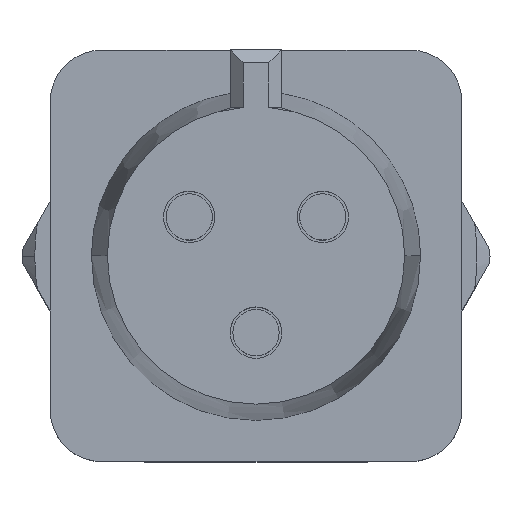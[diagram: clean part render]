
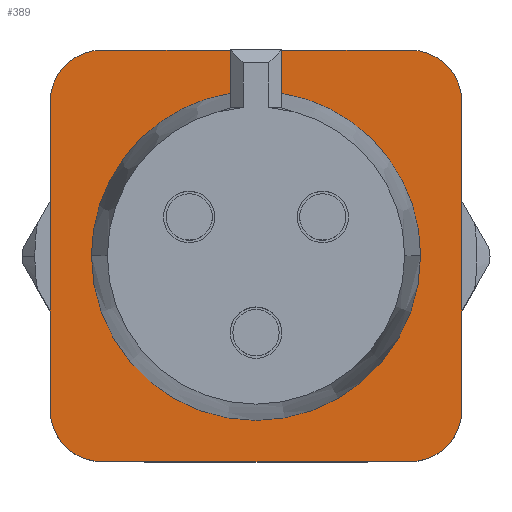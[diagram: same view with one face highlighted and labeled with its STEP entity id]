
A CAD part, top view. The second image highlights one B-rep face of the part: STEP entity #389.
In plain terms, the highlighted planar face has unit normal (0, 0, 1).
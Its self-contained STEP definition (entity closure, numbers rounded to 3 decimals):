
#20 = EDGE_CURVE ( 'NONE', #826, #2450, #2403, .T. ) ;
#28 = DIRECTION ( 'NONE',  ( -1., 0., 0. ) ) ;
#52 = CARTESIAN_POINT ( 'NONE',  ( -3., -3., 1.3 ) ) ;
#114 = ORIENTED_EDGE ( 'NONE', *, *, #1488, .T. ) ;
#142 = AXIS2_PLACEMENT_3D ( 'NONE', #1132, #811, #1441 ) ;
#163 = EDGE_CURVE ( 'NONE', #2375, #1365, #1719, .T. ) ;
#180 = DIRECTION ( 'NONE',  ( 0., -1., 0. ) ) ;
#216 = VERTEX_POINT ( 'NONE', #1273 ) ;
#286 = CARTESIAN_POINT ( 'NONE',  ( -3., -4., 1.3 ) ) ;
#314 = DIRECTION ( 'NONE',  ( 1., 0., 0. ) ) ;
#344 = VERTEX_POINT ( 'NONE', #1131 ) ;
#354 = CARTESIAN_POINT ( 'NONE',  ( -0.5, 2.704, 1.3 ) ) ;
#366 = VERTEX_POINT ( 'NONE', #354 ) ;
#376 = VECTOR ( 'NONE', #314, 1000. ) ;
#389 = ADVANCED_FACE ( 'NONE', ( #540 ), #1274, .F. ) ;
#397 = LINE ( 'NONE', #1895, #2079 ) ;
#414 = DIRECTION ( 'NONE',  ( 0., -1., 0. ) ) ;
#483 = ORIENTED_EDGE ( 'NONE', *, *, #20, .F. ) ;
#540 = FACE_OUTER_BOUND ( 'NONE', #629, .T. ) ;
#543 = ORIENTED_EDGE ( 'NONE', *, *, #1151, .T. ) ;
#629 = EDGE_LOOP ( 'NONE', ( #919, #483, #1291, #977, #1877, #1281, #1139, #543, #2546, #114, #1328, #2140, #1085, #1130 ) ) ;
#637 = LINE ( 'NONE', #1020, #1497 ) ;
#709 = DIRECTION ( 'NONE',  ( -1., 0., 0. ) ) ;
#719 = EDGE_CURVE ( 'NONE', #2544, #1166, #924, .T. ) ;
#745 = CARTESIAN_POINT ( 'NONE',  ( 2.75, 0., 1.3 ) ) ;
#749 = EDGE_CURVE ( 'NONE', #826, #2544, #2697, .T. ) ;
#759 = CARTESIAN_POINT ( 'NONE',  ( -2.75, 0., 1.3 ) ) ;
#794 = CIRCLE ( 'NONE', #142, 1. ) ;
#802 = VERTEX_POINT ( 'NONE', #2089 ) ;
#811 = DIRECTION ( 'NONE',  ( 0., 0., 1. ) ) ;
#826 = VERTEX_POINT ( 'NONE', #1746 ) ;
#859 = EDGE_CURVE ( 'NONE', #1705, #2375, #1391, .T. ) ;
#899 = CARTESIAN_POINT ( 'NONE',  ( 0.5, 4., 1.3 ) ) ;
#919 = ORIENTED_EDGE ( 'NONE', *, *, #1155, .T. ) ;
#924 = CIRCLE ( 'NONE', #1236, 2.75 ) ;
#934 = AXIS2_PLACEMENT_3D ( 'NONE', #2415, #1604, #709 ) ;
#951 = VECTOR ( 'NONE', #414, 1000. ) ;
#977 = ORIENTED_EDGE ( 'NONE', *, *, #719, .T. ) ;
#985 = CARTESIAN_POINT ( 'NONE',  ( 3., -4., 1.3 ) ) ;
#986 = CARTESIAN_POINT ( 'NONE',  ( -4., -3., 1.3 ) ) ;
#1009 = EDGE_CURVE ( 'NONE', #344, #2371, #1149, .T. ) ;
#1020 = CARTESIAN_POINT ( 'NONE',  ( 4., -3., 1.3 ) ) ;
#1024 = LINE ( 'NONE', #1227, #1709 ) ;
#1033 = AXIS2_PLACEMENT_3D ( 'NONE', #1399, #2081, #1195 ) ;
#1035 = DIRECTION ( 'NONE',  ( -1., 0., 0. ) ) ;
#1085 = ORIENTED_EDGE ( 'NONE', *, *, #1308, .T. ) ;
#1097 = CARTESIAN_POINT ( 'NONE',  ( -4., -3., 1.3 ) ) ;
#1104 = EDGE_CURVE ( 'NONE', #1166, #366, #2478, .T. ) ;
#1130 = ORIENTED_EDGE ( 'NONE', *, *, #2231, .T. ) ;
#1131 = CARTESIAN_POINT ( 'NONE',  ( -4., 3., 1.3 ) ) ;
#1132 = CARTESIAN_POINT ( 'NONE',  ( 3., 3., 1.3 ) ) ;
#1139 = ORIENTED_EDGE ( 'NONE', *, *, #1711, .T. ) ;
#1149 = LINE ( 'NONE', #1097, #951 ) ;
#1151 = EDGE_CURVE ( 'NONE', #1517, #344, #1499, .T. ) ;
#1152 = CARTESIAN_POINT ( 'NONE',  ( 0., 0., 1.3 ) ) ;
#1155 = EDGE_CURVE ( 'NONE', #802, #2450, #2154, .T. ) ;
#1159 = VERTEX_POINT ( 'NONE', #2235 ) ;
#1166 = VERTEX_POINT ( 'NONE', #759 ) ;
#1195 = DIRECTION ( 'NONE',  ( -1., 0., 0. ) ) ;
#1210 = EDGE_CURVE ( 'NONE', #216, #366, #1024, .T. ) ;
#1223 = DIRECTION ( 'NONE',  ( 0., 0., 1. ) ) ;
#1227 = CARTESIAN_POINT ( 'NONE',  ( -0.5, 4., 1.3 ) ) ;
#1236 = AXIS2_PLACEMENT_3D ( 'NONE', #1580, #2192, #28 ) ;
#1241 = VECTOR ( 'NONE', #2060, 1000. ) ;
#1273 = CARTESIAN_POINT ( 'NONE',  ( -0.5, 4., 1.3 ) ) ;
#1274 = PLANE ( 'NONE',  #2451 ) ;
#1281 = ORIENTED_EDGE ( 'NONE', *, *, #1210, .F. ) ;
#1291 = ORIENTED_EDGE ( 'NONE', *, *, #749, .T. ) ;
#1308 = EDGE_CURVE ( 'NONE', #1365, #1159, #637, .T. ) ;
#1328 = ORIENTED_EDGE ( 'NONE', *, *, #859, .T. ) ;
#1365 = VERTEX_POINT ( 'NONE', #2404 ) ;
#1377 = AXIS2_PLACEMENT_3D ( 'NONE', #1152, #1613, #2563 ) ;
#1391 = LINE ( 'NONE', #286, #376 ) ;
#1399 = CARTESIAN_POINT ( 'NONE',  ( 0., 0., 1.3 ) ) ;
#1441 = DIRECTION ( 'NONE',  ( -1., 0., 0. ) ) ;
#1443 = AXIS2_PLACEMENT_3D ( 'NONE', #1762, #1223, #2533 ) ;
#1488 = EDGE_CURVE ( 'NONE', #2371, #1705, #2116, .T. ) ;
#1497 = VECTOR ( 'NONE', #2397, 1000. ) ;
#1499 = CIRCLE ( 'NONE', #934, 1. ) ;
#1517 = VERTEX_POINT ( 'NONE', #2668 ) ;
#1536 = CARTESIAN_POINT ( 'NONE',  ( -3., 4., 1.3 ) ) ;
#1580 = CARTESIAN_POINT ( 'NONE',  ( 0., 0., 1.3 ) ) ;
#1604 = DIRECTION ( 'NONE',  ( 0., 0., 1. ) ) ;
#1613 = DIRECTION ( 'NONE',  ( 0., 0., -1. ) ) ;
#1671 = VECTOR ( 'NONE', #2013, 1000. ) ;
#1705 = VERTEX_POINT ( 'NONE', #1953 ) ;
#1709 = VECTOR ( 'NONE', #180, 1000. ) ;
#1711 = EDGE_CURVE ( 'NONE', #216, #1517, #397, .T. ) ;
#1719 = CIRCLE ( 'NONE', #1443, 1. ) ;
#1746 = CARTESIAN_POINT ( 'NONE',  ( 0.5, 2.704, 1.3 ) ) ;
#1762 = CARTESIAN_POINT ( 'NONE',  ( 3., -3., 1.3 ) ) ;
#1877 = ORIENTED_EDGE ( 'NONE', *, *, #1104, .T. ) ;
#1888 = DIRECTION ( 'NONE',  ( -1., 0., 0. ) ) ;
#1895 = CARTESIAN_POINT ( 'NONE',  ( -3., 4., 1.3 ) ) ;
#1944 = DIRECTION ( 'NONE',  ( 0., 0., -1. ) ) ;
#1953 = CARTESIAN_POINT ( 'NONE',  ( -3., -4., 1.3 ) ) ;
#2012 = AXIS2_PLACEMENT_3D ( 'NONE', #2435, #2587, #2593 ) ;
#2013 = DIRECTION ( 'NONE',  ( -1., 0., 0. ) ) ;
#2060 = DIRECTION ( 'NONE',  ( 0., 1., 0. ) ) ;
#2079 = VECTOR ( 'NONE', #1888, 1000. ) ;
#2081 = DIRECTION ( 'NONE',  ( 0., 0., -1. ) ) ;
#2089 = CARTESIAN_POINT ( 'NONE',  ( 3., 4., 1.3 ) ) ;
#2116 = CIRCLE ( 'NONE', #2012, 1. ) ;
#2140 = ORIENTED_EDGE ( 'NONE', *, *, #163, .T. ) ;
#2154 = LINE ( 'NONE', #1536, #1671 ) ;
#2192 = DIRECTION ( 'NONE',  ( 0., 0., -1. ) ) ;
#2231 = EDGE_CURVE ( 'NONE', #1159, #802, #794, .T. ) ;
#2235 = CARTESIAN_POINT ( 'NONE',  ( 4., 3., 1.3 ) ) ;
#2371 = VERTEX_POINT ( 'NONE', #986 ) ;
#2375 = VERTEX_POINT ( 'NONE', #985 ) ;
#2397 = DIRECTION ( 'NONE',  ( 0., 1., 0. ) ) ;
#2403 = LINE ( 'NONE', #2516, #1241 ) ;
#2404 = CARTESIAN_POINT ( 'NONE',  ( 4., -3., 1.3 ) ) ;
#2415 = CARTESIAN_POINT ( 'NONE',  ( -3., 3., 1.3 ) ) ;
#2435 = CARTESIAN_POINT ( 'NONE',  ( -3., -3., 1.3 ) ) ;
#2450 = VERTEX_POINT ( 'NONE', #899 ) ;
#2451 = AXIS2_PLACEMENT_3D ( 'NONE', #52, #1944, #1035 ) ;
#2478 = CIRCLE ( 'NONE', #1033, 2.75 ) ;
#2516 = CARTESIAN_POINT ( 'NONE',  ( 0.5, 4., 1.3 ) ) ;
#2533 = DIRECTION ( 'NONE',  ( 1., 0., 0. ) ) ;
#2544 = VERTEX_POINT ( 'NONE', #745 ) ;
#2546 = ORIENTED_EDGE ( 'NONE', *, *, #1009, .T. ) ;
#2563 = DIRECTION ( 'NONE',  ( -1., 0., 0. ) ) ;
#2587 = DIRECTION ( 'NONE',  ( 0., 0., 1. ) ) ;
#2593 = DIRECTION ( 'NONE',  ( -1., 0., 0. ) ) ;
#2668 = CARTESIAN_POINT ( 'NONE',  ( -3., 4., 1.3 ) ) ;
#2697 = CIRCLE ( 'NONE', #1377, 2.75 ) ;
